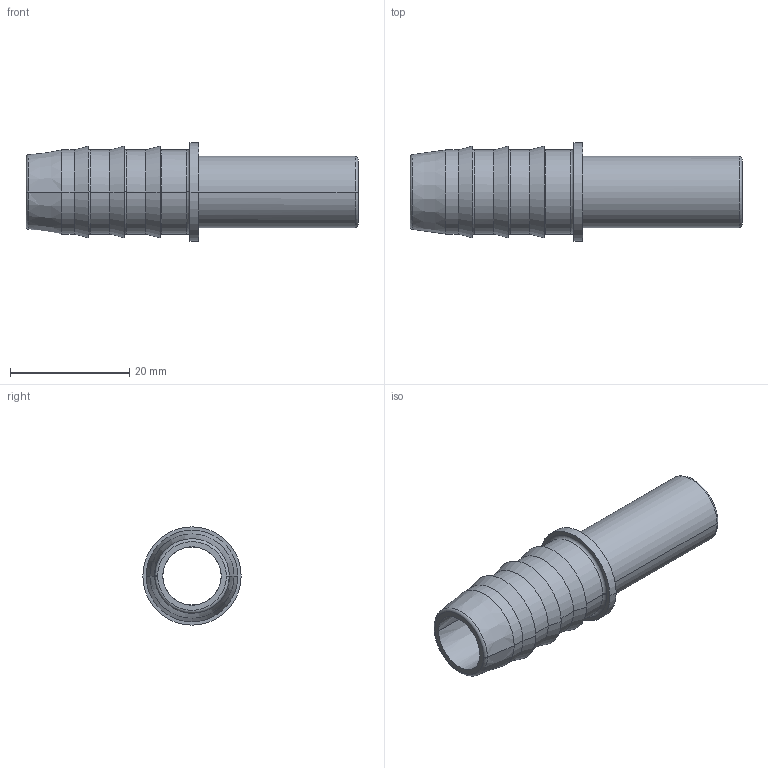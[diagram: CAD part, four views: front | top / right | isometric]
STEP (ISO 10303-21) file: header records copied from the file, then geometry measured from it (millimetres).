
FILE_DESCRIPTION(('STEP AP214'),'1');
FILE_NAME('6822_12_62.stp','2016-07-07T14:44:40',('TraceParts'),('TraceParts S.A.'),'Spatial InterOp 3D',' ',' ');
FILE_SCHEMA(('automotive_design'));
Length unit declared in the file: millimetre
Products named in the file (1): V322-12-62WP
Bounding box: 55.7 x 16.5 x 16.5 mm (x, y, z)
Volume: 3260.3 mm3; surface area: 4350.4 mm2
Topology: 1 solids, 1 shells, 53 faces, 118 edges, 72 vertices
Faces by surface type: torus 24, cylinder 12, cone 10, plane 7
Entity records: 1527 total; most frequent: DIRECTION 322, CARTESIAN_POINT 244, ORIENTED_EDGE 236, AXIS2_PLACEMENT_3D 150, EDGE_CURVE 118, CIRCLE 96, VERTEX_POINT 72, EDGE_LOOP 60
